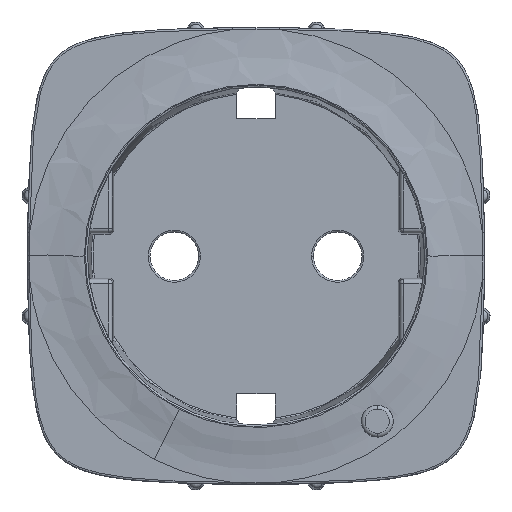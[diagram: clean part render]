
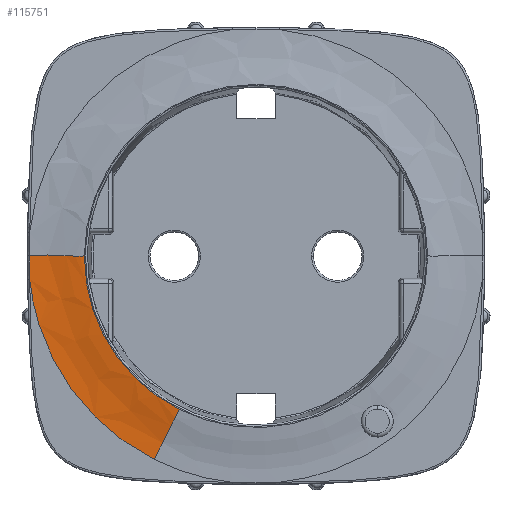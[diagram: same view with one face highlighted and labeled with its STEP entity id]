
A CAD part, top view. The second image highlights one B-rep face of the part: STEP entity #115751.
In plain terms, the highlighted free-form (B-spline) face has degree [5, 4] with [6, 5] control points.
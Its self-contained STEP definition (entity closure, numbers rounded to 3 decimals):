
#96416=AXIS2_PLACEMENT_3D('Circle Axis2P3D',#96414,#96415,$) ;
#96414=CARTESIAN_POINT('Axis2P3D Location',(0.,0.,11.5)) ;
#96418=CARTESIAN_POINT('Vertex',(-8.922,-17.844,11.5)) ;
#96420=CARTESIAN_POINT('Vertex',(-19.95,0.,11.5)) ;
#115473=CARTESIAN_POINT('Vertex',(-26.322,0.01,10.7)) ;
#115477=CARTESIAN_POINT('Control Point',(-26.322,0.01,10.7)) ;
#115478=CARTESIAN_POINT('Control Point',(-25.043,0.109,10.701)) ;
#115479=CARTESIAN_POINT('Control Point',(-23.782,0.195,10.719)) ;
#115480=CARTESIAN_POINT('Control Point',(-22.513,0.092,11.039)) ;
#115481=CARTESIAN_POINT('Control Point',(-21.23,-0.099,11.5)) ;
#115482=CARTESIAN_POINT('Control Point',(-19.95,0.,11.5)) ;
#115601=CARTESIAN_POINT('Control Point',(-11.829,-23.658,10.7)) ;
#115602=CARTESIAN_POINT('Control Point',(-11.243,-22.486,10.7)) ;
#115603=CARTESIAN_POINT('Control Point',(-10.664,-21.328,10.7)) ;
#115604=CARTESIAN_POINT('Control Point',(-10.087,-20.174,11.02)) ;
#115605=CARTESIAN_POINT('Control Point',(-9.508,-19.015,11.5)) ;
#115606=CARTESIAN_POINT('Control Point',(-8.922,-17.844,11.5)) ;
#115607=CARTESIAN_POINT('Vertex',(-11.829,-23.658,10.7)) ;
#115689=CARTESIAN_POINT('Control Point',(-26.45,0.,10.7)) ;
#115690=CARTESIAN_POINT('Control Point',(-24.818,0.127,10.7)) ;
#115691=CARTESIAN_POINT('Control Point',(-23.22,0.251,10.7)) ;
#115692=CARTESIAN_POINT('Control Point',(-21.582,-0.127,11.5)) ;
#115693=CARTESIAN_POINT('Control Point',(-19.95,0.,11.5)) ;
#115694=CARTESIAN_POINT('Control Point',(-26.45,-5.856,10.7)) ;
#115695=CARTESIAN_POINT('Control Point',(-24.845,-5.377,10.7)) ;
#115696=CARTESIAN_POINT('Control Point',(-23.272,-4.907,10.7)) ;
#115697=CARTESIAN_POINT('Control Point',(-21.555,-4.897,11.5)) ;
#115698=CARTESIAN_POINT('Control Point',(-19.95,-4.417,11.5)) ;
#115699=CARTESIAN_POINT('Control Point',(-24.829,-11.713,10.7)) ;
#115700=CARTESIAN_POINT('Control Point',(-23.346,-10.906,10.7)) ;
#115701=CARTESIAN_POINT('Control Point',(-21.888,-10.116,10.7)) ;
#115702=CARTESIAN_POINT('Control Point',(-20.211,-9.64,11.5)) ;
#115703=CARTESIAN_POINT('Control Point',(-18.728,-8.834,11.5)) ;
#115704=CARTESIAN_POINT('Control Point',(-21.588,-16.963,10.7)) ;
#115705=CARTESIAN_POINT('Control Point',(-20.291,-15.893,10.7)) ;
#115706=CARTESIAN_POINT('Control Point',(-19.014,-14.839,10.7)) ;
#115707=CARTESIAN_POINT('Control Point',(-17.579,-13.864,11.5)) ;
#115708=CARTESIAN_POINT('Control Point',(-16.283,-12.794,11.5)) ;
#115709=CARTESIAN_POINT('Control Point',(-17.071,-21.036,10.7)) ;
#115710=CARTESIAN_POINT('Control Point',(-16.015,-19.734,10.7)) ;
#115711=CARTESIAN_POINT('Control Point',(-14.974,-18.451,10.7)) ;
#115712=CARTESIAN_POINT('Control Point',(-13.933,-17.169,11.5)) ;
#115713=CARTESIAN_POINT('Control Point',(-12.876,-15.867,11.5)) ;
#115714=CARTESIAN_POINT('Control Point',(-11.829,-23.658,10.7)) ;
#115715=CARTESIAN_POINT('Control Point',(-11.097,-22.193,10.7)) ;
#115716=CARTESIAN_POINT('Control Point',(-10.375,-20.751,10.7)) ;
#115717=CARTESIAN_POINT('Control Point',(-9.654,-19.308,11.5)) ;
#115718=CARTESIAN_POINT('Control Point',(-8.922,-17.844,11.5)) ;
#115720=CARTESIAN_POINT('Control Point',(-11.829,-23.658,10.7)) ;
#115721=CARTESIAN_POINT('Control Point',(-16.588,-21.278,10.7)) ;
#115722=CARTESIAN_POINT('Control Point',(-20.749,-17.702,10.7)) ;
#115723=CARTESIAN_POINT('Control Point',(-23.9,-13.135,10.7)) ;
#115724=CARTESIAN_POINT('Control Point',(-25.771,-7.984,10.7)) ;
#115725=CARTESIAN_POINT('Control Point',(-26.312,-2.696,10.7)) ;
#115726=CARTESIAN_POINT('Vertex',(-26.312,-2.696,10.7)) ;
#115730=CARTESIAN_POINT('Control Point',(-26.322,0.01,10.7)) ;
#115731=CARTESIAN_POINT('Control Point',(-26.322,0.007,10.7)) ;
#115732=CARTESIAN_POINT('Control Point',(-26.322,0.003,10.7)) ;
#115733=CARTESIAN_POINT('Control Point',(-26.322,0.,10.7)) ;
#115734=CARTESIAN_POINT('Vertex',(-26.322,0.,10.7)) ;
#115738=CARTESIAN_POINT('Control Point',(-26.322,0.,10.7)) ;
#115739=CARTESIAN_POINT('Control Point',(-26.322,-0.9,10.7)) ;
#115740=CARTESIAN_POINT('Control Point',(-26.319,-1.8,10.7)) ;
#115741=CARTESIAN_POINT('Control Point',(-26.312,-2.696,10.7)) ;
#96415=DIRECTION('Axis2P3D Direction',(-0.,-0.,-1.)) ;
#115744=ORIENTED_EDGE('',*,*,#115728,.F.) ;
#115745=ORIENTED_EDGE('',*,*,#115609,.T.) ;
#115746=ORIENTED_EDGE('',*,*,#96422,.T.) ;
#115747=ORIENTED_EDGE('',*,*,#115483,.F.) ;
#115748=ORIENTED_EDGE('',*,*,#115736,.T.) ;
#115749=ORIENTED_EDGE('',*,*,#115742,.T.) ;
#115751=ADVANCED_FACE('PartBody',(#115750),#115688,.T.) ;
#115476=B_SPLINE_CURVE_WITH_KNOTS('',5,(#115477,#115478,#115479,#115480,#115481,#115482),.UNSPECIFIED.,.F.,.U.,(6,6),(0.129,6.549),.UNSPECIFIED.) ;
#115600=B_SPLINE_CURVE_WITH_KNOTS('',5,(#115601,#115602,#115603,#115604,#115605,#115606),.UNSPECIFIED.,.F.,.U.,(6,6),(0.,6.549),.UNSPECIFIED.) ;
#115719=B_SPLINE_CURVE_WITH_KNOTS('',5,(#115720,#115721,#115722,#115723,#115724,#115725),.UNSPECIFIED.,.F.,.U.,(6,6),(-12.916,10.534),.UNSPECIFIED.) ;
#115729=B_SPLINE_CURVE_WITH_KNOTS('',3,(#115730,#115731,#115732,#115733),.UNSPECIFIED.,.F.,.U.,(4,4),(91.55,91.579),.UNSPECIFIED.) ;
#115737=B_SPLINE_CURVE_WITH_KNOTS('',3,(#115738,#115739,#115740,#115741),.UNSPECIFIED.,.F.,.U.,(4,4),(42.706,50.537),.UNSPECIFIED.) ;
#115688=B_SPLINE_SURFACE_WITH_KNOTS('',5,4,((#115689,#115690,#115691,#115692,#115693),(#115694,#115695,#115696,#115697,#115698),(#115699,#115700,#115701,#115702,#115703),(#115704,#115705,#115706,#115707,#115708),(#115709,#115710,#115711,#115712,#115713),(#115714,#115715,#115716,#115717,#115718)),.UNSPECIFIED.,.F.,.F.,.U.,(6,6),(5,5),(0.,25.832),(0.,6.549),.UNSPECIFIED.) ;
#96417=CIRCLE('generated circle',#96416,19.95) ;
#96422=EDGE_CURVE('',#96419,#96421,#96417,.T.) ;
#115483=EDGE_CURVE('',#115474,#96421,#115476,.T.) ;
#115609=EDGE_CURVE('',#115608,#96419,#115600,.T.) ;
#115728=EDGE_CURVE('',#115608,#115727,#115719,.T.) ;
#115736=EDGE_CURVE('',#115474,#115735,#115729,.T.) ;
#115742=EDGE_CURVE('',#115735,#115727,#115737,.T.) ;
#115743=EDGE_LOOP('',(#115744,#115745,#115746,#115747,#115748,#115749)) ;
#115750=FACE_OUTER_BOUND('',#115743,.T.) ;
#96419=VERTEX_POINT('',#96418) ;
#96421=VERTEX_POINT('',#96420) ;
#115474=VERTEX_POINT('',#115473) ;
#115608=VERTEX_POINT('',#115607) ;
#115727=VERTEX_POINT('',#115726) ;
#115735=VERTEX_POINT('',#115734) ;
